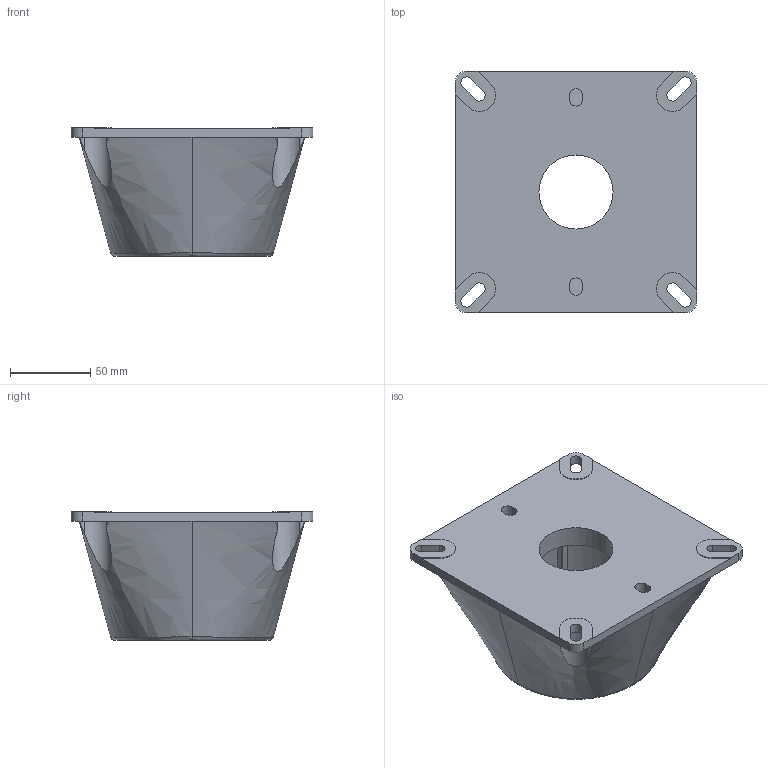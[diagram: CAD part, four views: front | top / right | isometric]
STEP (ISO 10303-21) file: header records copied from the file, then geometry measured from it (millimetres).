
FILE_DESCRIPTION(/* description */ (''),/* implementation_level */ '2;1');
FILE_NAME(/* name */ '1657279511946.stp',/* time_stamp */ '2022-07-08T13:25:15+02:00',/* author */ (''),/* organization */ ('SMS'),/* preprocessor_version */ 'ST-DEVELOPER v16.7',/* originating_system */ 'SIEMENS PLM Software NX 12.0',/* authorisation */ '');
FILE_SCHEMA (('AUTOMOTIVE_DESIGN { 1 0 10303 214 3 1 1 1 }'));
Length unit declared in the file: millimetre
Products named in the file (1): 204225116mod000_00
Bounding box: 150 x 150 x 80 mm (x, y, z)
Volume: 729030.1 mm3; surface area: 94674.4 mm2
Topology: 1 solids, 1 shells, 238 faces, 608 edges, 379 vertices
Faces by surface type: cylinder 102, plane 79, torus 49, bspline 8
Full cylindrical faces by diameter (mm): 46 x1
Entity records: 8567 total; most frequent: CARTESIAN_POINT 2764, ORIENTED_EDGE 1214, DIRECTION 1210, EDGE_CURVE 607, AXIS2_PLACEMENT_3D 457, VERTEX_POINT 376, LINE 296, VECTOR 296
